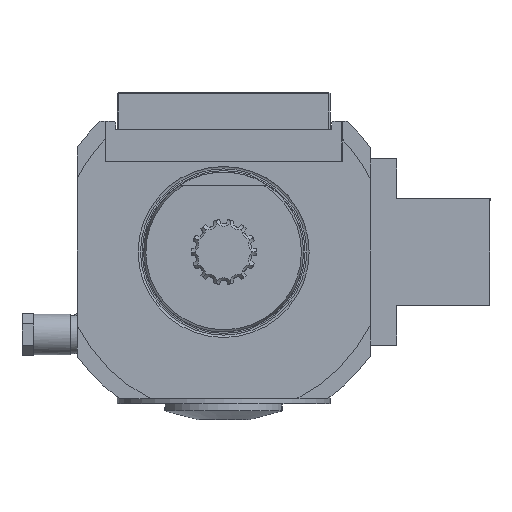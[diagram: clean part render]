
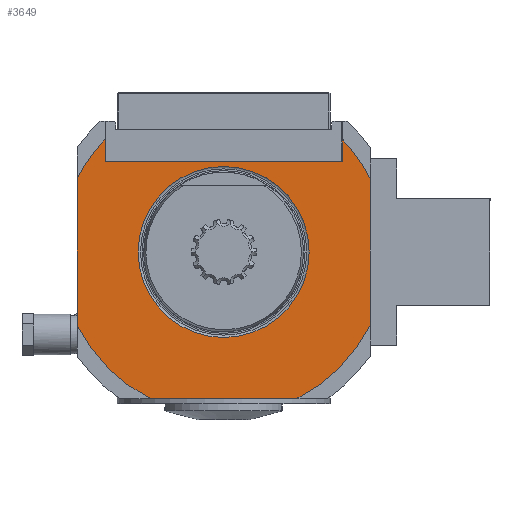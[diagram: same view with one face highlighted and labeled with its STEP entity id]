
A CAD part, front view. The second image highlights one B-rep face of the part: STEP entity #3649.
In plain terms, the highlighted planar face has unit normal (0, -1, 0).
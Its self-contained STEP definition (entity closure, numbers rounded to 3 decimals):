
#535 = CARTESIAN_POINT ( 'NONE',  ( 55., -1., 0. ) ) ;
#1790 = ORIENTED_EDGE ( 'NONE', *, *, #19171, .T. ) ;
#1847 = EDGE_CURVE ( 'NONE', #32031, #32031, #15383, .T. ) ;
#1989 = DIRECTION ( 'NONE',  ( -1., 0., 0. ) ) ;
#2518 = EDGE_CURVE ( 'NONE', #28629, #10306, #32169, .T. ) ;
#2818 = EDGE_CURVE ( 'NONE', #4657, #11070, #4535, .T. ) ;
#3450 = VECTOR ( 'NONE', #29260, 1000. ) ;
#3617 = FACE_OUTER_BOUND ( 'NONE', #31534, .T. ) ;
#3649 = ADVANCED_FACE ( 'Defeature completata1_356', ( #3617, #8008 ), #22391, .F. ) ;
#4469 = DIRECTION ( 'NONE',  ( 0., -1., 0. ) ) ;
#4522 = CARTESIAN_POINT ( 'NONE',  ( 0., -1., 0. ) ) ;
#4535 = CIRCLE ( 'NONE', #19021, 61.5 ) ;
#4657 = VERTEX_POINT ( 'NONE', #23295 ) ;
#4752 = ORIENTED_EDGE ( 'NONE', *, *, #18082, .F. ) ;
#4845 = ORIENTED_EDGE ( 'NONE', *, *, #2818, .F. ) ;
#5097 = EDGE_CURVE ( 'NONE', #26462, #33242, #18855, .T. ) ;
#5193 = DIRECTION ( 'NONE',  ( 1., 0., 0. ) ) ;
#5566 = DIRECTION ( 'NONE',  ( 0., 1., 0. ) ) ;
#5794 = CARTESIAN_POINT ( 'NONE',  ( -55., -1., -27.518 ) ) ;
#5862 = CARTESIAN_POINT ( 'NONE',  ( 44.5, -1., 34. ) ) ;
#5973 = CARTESIAN_POINT ( 'NONE',  ( 55., -1., 27.518 ) ) ;
#6048 = LINE ( 'NONE', #29171, #26697 ) ;
#6145 = LINE ( 'NONE', #17623, #3450 ) ;
#6345 = CIRCLE ( 'NONE', #19566, 61.5 ) ;
#6579 = CIRCLE ( 'NONE', #19187, 61.5 ) ;
#7157 = AXIS2_PLACEMENT_3D ( 'NONE', #33935, #5566, #5193 ) ;
#7575 = VECTOR ( 'NONE', #14918, 1000. ) ;
#8008 = FACE_BOUND ( 'NONE', #16233, .T. ) ;
#8079 = EDGE_CURVE ( 'NONE', #10306, #19190, #6048, .T. ) ;
#9426 = ORIENTED_EDGE ( 'NONE', *, *, #11850, .T. ) ;
#9512 = ORIENTED_EDGE ( 'NONE', *, *, #12766, .F. ) ;
#10306 = VERTEX_POINT ( 'NONE', #5862 ) ;
#10504 = CARTESIAN_POINT ( 'NONE',  ( 0., -1., 0. ) ) ;
#10776 = VERTEX_POINT ( 'NONE', #24230 ) ;
#11070 = VERTEX_POINT ( 'NONE', #26106 ) ;
#11525 = ORIENTED_EDGE ( 'NONE', *, *, #5097, .F. ) ;
#11629 = CARTESIAN_POINT ( 'NONE',  ( 0., -1., 0. ) ) ;
#11673 = CARTESIAN_POINT ( 'NONE',  ( -44.5, -1., 34. ) ) ;
#11850 = EDGE_CURVE ( 'NONE', #19190, #11070, #6145, .T. ) ;
#11959 = CARTESIAN_POINT ( 'NONE',  ( 27.518, -1., -55. ) ) ;
#12461 = DIRECTION ( 'NONE',  ( -1., 0., 0. ) ) ;
#12766 = EDGE_CURVE ( 'NONE', #10776, #27949, #6579, .T. ) ;
#13922 = CARTESIAN_POINT ( 'NONE',  ( 0., -1., 0. ) ) ;
#14664 = DIRECTION ( 'NONE',  ( 0., 1., 0. ) ) ;
#14908 = LINE ( 'NONE', #535, #25666 ) ;
#14918 = DIRECTION ( 'NONE',  ( 0., 0., -1. ) ) ;
#15345 = ORIENTED_EDGE ( 'NONE', *, *, #2518, .T. ) ;
#15383 = CIRCLE ( 'NONE', #36543, 32.095 ) ;
#15473 = EDGE_CURVE ( 'NONE', #28629, #23432, #6345, .T. ) ;
#16163 = LINE ( 'NONE', #22256, #31952 ) ;
#16233 = EDGE_LOOP ( 'NONE', ( #19784 ) ) ;
#17623 = CARTESIAN_POINT ( 'NONE',  ( -44.5, -1., 0. ) ) ;
#18082 = EDGE_CURVE ( 'NONE', #23432, #26462, #14908, .T. ) ;
#18855 = CIRCLE ( 'NONE', #36916, 61.5 ) ;
#19021 = AXIS2_PLACEMENT_3D ( 'NONE', #11629, #29061, #20485 ) ;
#19171 = EDGE_CURVE ( 'NONE', #4657, #27949, #16163, .T. ) ;
#19187 = AXIS2_PLACEMENT_3D ( 'NONE', #13922, #14664, #29130 ) ;
#19190 = VERTEX_POINT ( 'NONE', #11673 ) ;
#19566 = AXIS2_PLACEMENT_3D ( 'NONE', #32770, #27270, #24072 ) ;
#19784 = ORIENTED_EDGE ( 'NONE', *, *, #1847, .F. ) ;
#20485 = DIRECTION ( 'NONE',  ( 1., 0., 0. ) ) ;
#20646 = ORIENTED_EDGE ( 'NONE', *, *, #8079, .T. ) ;
#21928 = DIRECTION ( 'NONE',  ( 0., 1., 0. ) ) ;
#22145 = DIRECTION ( 'NONE',  ( -1., 0., 0. ) ) ;
#22256 = CARTESIAN_POINT ( 'NONE',  ( -55., -1., 0. ) ) ;
#22391 = PLANE ( 'NONE',  #7157 ) ;
#22933 = EDGE_CURVE ( 'NONE', #33242, #10776, #36712, .T. ) ;
#23295 = CARTESIAN_POINT ( 'NONE',  ( -55., -1., 27.518 ) ) ;
#23432 = VERTEX_POINT ( 'NONE', #5973 ) ;
#23995 = ORIENTED_EDGE ( 'NONE', *, *, #15473, .F. ) ;
#24072 = DIRECTION ( 'NONE',  ( 1., 0., 0. ) ) ;
#24230 = CARTESIAN_POINT ( 'NONE',  ( -27.518, -1., -55. ) ) ;
#25666 = VECTOR ( 'NONE', #29557, 1000. ) ;
#26106 = CARTESIAN_POINT ( 'NONE',  ( -44.5, -1., 42.45 ) ) ;
#26462 = VERTEX_POINT ( 'NONE', #33767 ) ;
#26697 = VECTOR ( 'NONE', #12461, 1000. ) ;
#27270 = DIRECTION ( 'NONE',  ( 0., 1., 0. ) ) ;
#27626 = ORIENTED_EDGE ( 'NONE', *, *, #22933, .F. ) ;
#27845 = CARTESIAN_POINT ( 'NONE',  ( 0., -1., -55. ) ) ;
#27949 = VERTEX_POINT ( 'NONE', #5794 ) ;
#28451 = VECTOR ( 'NONE', #22145, 1000. ) ;
#28629 = VERTEX_POINT ( 'NONE', #31552 ) ;
#29061 = DIRECTION ( 'NONE',  ( 0., 1., 0. ) ) ;
#29130 = DIRECTION ( 'NONE',  ( 1., 0., 0. ) ) ;
#29171 = CARTESIAN_POINT ( 'NONE',  ( -32.15, -1., 34. ) ) ;
#29260 = DIRECTION ( 'NONE',  ( 0., 0., 1. ) ) ;
#29557 = DIRECTION ( 'NONE',  ( 0., 0., -1. ) ) ;
#31534 = EDGE_LOOP ( 'NONE', ( #23995, #15345, #20646, #9426, #4845, #1790, #9512, #27626, #11525, #4752 ) ) ;
#31552 = CARTESIAN_POINT ( 'NONE',  ( 44.5, -1., 42.45 ) ) ;
#31854 = CARTESIAN_POINT ( 'NONE',  ( -32.095, -1., 0. ) ) ;
#31952 = VECTOR ( 'NONE', #35895, 1000. ) ;
#32031 = VERTEX_POINT ( 'NONE', #31854 ) ;
#32169 = LINE ( 'NONE', #35544, #7575 ) ;
#32770 = CARTESIAN_POINT ( 'NONE',  ( 0., -1., 0. ) ) ;
#33242 = VERTEX_POINT ( 'NONE', #11959 ) ;
#33465 = DIRECTION ( 'NONE',  ( 1., 0., 0. ) ) ;
#33767 = CARTESIAN_POINT ( 'NONE',  ( 55., -1., -27.518 ) ) ;
#33935 = CARTESIAN_POINT ( 'NONE',  ( -32.15, -1., 0. ) ) ;
#35544 = CARTESIAN_POINT ( 'NONE',  ( 44.5, -1., 0. ) ) ;
#35895 = DIRECTION ( 'NONE',  ( 0., 0., -1. ) ) ;
#36543 = AXIS2_PLACEMENT_3D ( 'NONE', #10504, #4469, #1989 ) ;
#36712 = LINE ( 'NONE', #27845, #28451 ) ;
#36916 = AXIS2_PLACEMENT_3D ( 'NONE', #4522, #21928, #33465 ) ;
